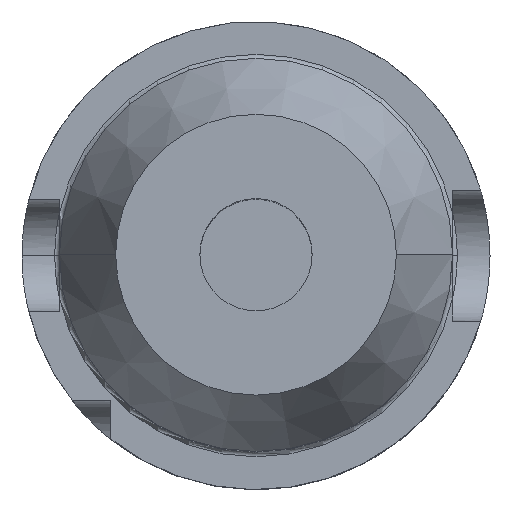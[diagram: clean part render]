
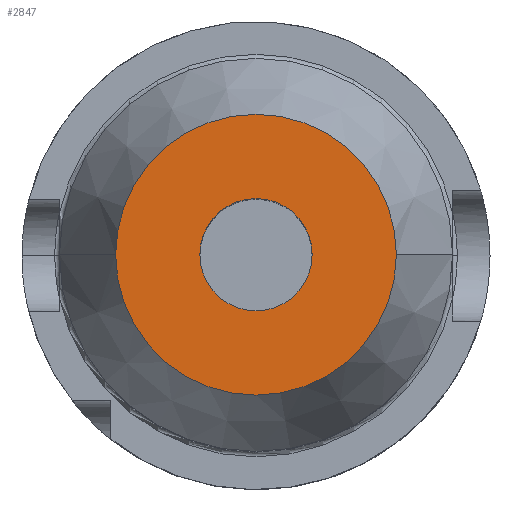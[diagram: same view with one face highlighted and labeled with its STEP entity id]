
A CAD part, top view. The second image highlights one B-rep face of the part: STEP entity #2847.
In plain terms, the highlighted planar face has unit normal (0, 0, 1).
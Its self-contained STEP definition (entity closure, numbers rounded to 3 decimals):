
#67 = CIRCLE ( 'NONE', #221, 15. ) ;
#129 = AXIS2_PLACEMENT_3D ( 'NONE', #2417, #493, #2629 ) ;
#179 = DIRECTION ( 'NONE',  ( -1., 0., 0. ) ) ;
#221 = AXIS2_PLACEMENT_3D ( 'NONE', #2708, #2699, #2930 ) ;
#427 = FACE_BOUND ( 'NONE', #760, .T. ) ;
#430 = CIRCLE ( 'NONE', #980, 6. ) ;
#493 = DIRECTION ( 'NONE',  ( 0., 0., -1. ) ) ;
#590 = EDGE_CURVE ( 'NONE', #1205, #1569, #2823, .T. ) ;
#708 = CARTESIAN_POINT ( 'NONE',  ( -6., 0., 80. ) ) ;
#760 = EDGE_LOOP ( 'NONE', ( #1758, #2485 ) ) ;
#965 = AXIS2_PLACEMENT_3D ( 'NONE', #2820, #2588, #1886 ) ;
#980 = AXIS2_PLACEMENT_3D ( 'NONE', #2155, #2358, #179 ) ;
#989 = VERTEX_POINT ( 'NONE', #2025 ) ;
#1198 = DIRECTION ( 'NONE',  ( 0., 0., 1. ) ) ;
#1205 = VERTEX_POINT ( 'NONE', #708 ) ;
#1252 = FACE_OUTER_BOUND ( 'NONE', #2643, .T. ) ;
#1457 = CIRCLE ( 'NONE', #2662, 15. ) ;
#1473 = ORIENTED_EDGE ( 'NONE', *, *, #2620, .T. ) ;
#1478 = EDGE_CURVE ( 'NONE', #1789, #989, #1457, .T. ) ;
#1505 = CARTESIAN_POINT ( 'NONE',  ( 15., 0., 80. ) ) ;
#1569 = VERTEX_POINT ( 'NONE', #2230 ) ;
#1758 = ORIENTED_EDGE ( 'NONE', *, *, #590, .T. ) ;
#1789 = VERTEX_POINT ( 'NONE', #1505 ) ;
#1886 = DIRECTION ( 'NONE',  ( -1., 0., 0. ) ) ;
#1937 = CARTESIAN_POINT ( 'NONE',  ( 0., 0., 80. ) ) ;
#2025 = CARTESIAN_POINT ( 'NONE',  ( -15., 0., 80. ) ) ;
#2155 = CARTESIAN_POINT ( 'NONE',  ( 0., 0., 80. ) ) ;
#2230 = CARTESIAN_POINT ( 'NONE',  ( 6., 0., 80. ) ) ;
#2358 = DIRECTION ( 'NONE',  ( 0., 0., -1. ) ) ;
#2370 = PLANE ( 'NONE',  #965 ) ;
#2417 = CARTESIAN_POINT ( 'NONE',  ( 0., 0., 80. ) ) ;
#2485 = ORIENTED_EDGE ( 'NONE', *, *, #2513, .T. ) ;
#2513 = EDGE_CURVE ( 'NONE', #1569, #1205, #430, .T. ) ;
#2588 = DIRECTION ( 'NONE',  ( 0., 0., -1. ) ) ;
#2620 = EDGE_CURVE ( 'NONE', #989, #1789, #67, .T. ) ;
#2624 = DIRECTION ( 'NONE',  ( 1., 0., 0. ) ) ;
#2629 = DIRECTION ( 'NONE',  ( -1., 0., 0. ) ) ;
#2643 = EDGE_LOOP ( 'NONE', ( #1473, #2790 ) ) ;
#2662 = AXIS2_PLACEMENT_3D ( 'NONE', #1937, #1198, #2624 ) ;
#2699 = DIRECTION ( 'NONE',  ( 0., 0., 1. ) ) ;
#2708 = CARTESIAN_POINT ( 'NONE',  ( 0., 0., 80. ) ) ;
#2790 = ORIENTED_EDGE ( 'NONE', *, *, #1478, .T. ) ;
#2820 = CARTESIAN_POINT ( 'NONE',  ( 0., 15., 80. ) ) ;
#2823 = CIRCLE ( 'NONE', #129, 6. ) ;
#2847 = ADVANCED_FACE ( 'NONE', ( #427, #1252 ), #2370, .F. ) ;
#2930 = DIRECTION ( 'NONE',  ( 1., 0., 0. ) ) ;
